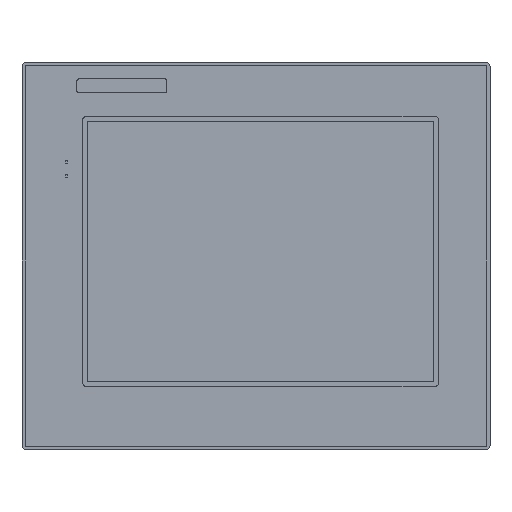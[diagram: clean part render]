
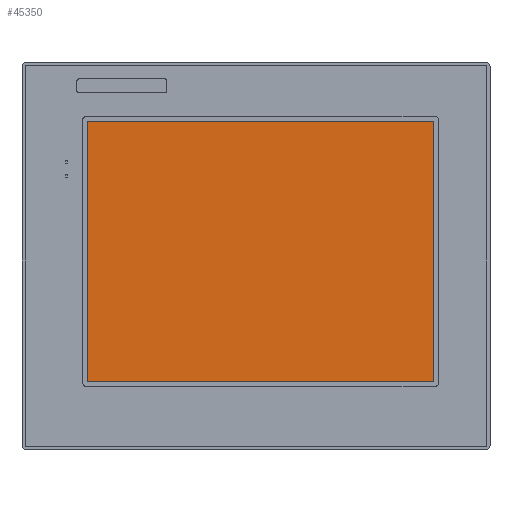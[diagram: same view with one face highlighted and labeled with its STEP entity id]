
A CAD part, top view. The second image highlights one B-rep face of the part: STEP entity #45350.
In plain terms, the highlighted planar face has unit normal (0, 0, 1).
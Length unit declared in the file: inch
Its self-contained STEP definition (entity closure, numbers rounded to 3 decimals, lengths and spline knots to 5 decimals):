
#160 = VERTEX_POINT ( 'NONE', #22852 ) ;
#2047 = EDGE_CURVE ( 'NONE', #14078, #60430, #74778, .T. ) ;
#4860 = CARTESIAN_POINT ( 'NONE',  ( 0., 0., 0.3488 ) ) ;
#7771 = DIRECTION ( 'NONE',  ( 0., 1., 0. ) ) ;
#11007 = EDGE_CURVE ( 'NONE', #60430, #160, #67154, .T. ) ;
#13347 = EDGE_CURVE ( 'NONE', #160, #74214, #17671, .T. ) ;
#14078 = VERTEX_POINT ( 'NONE', #67116 ) ;
#17671 = LINE ( 'NONE', #27791, #56464 ) ;
#18883 = ORIENTED_EDGE ( 'NONE', *, *, #90013, .T. ) ;
#20433 = DIRECTION ( 'NONE',  ( 0., 0., 1. ) ) ;
#22851 = DIRECTION ( 'NONE',  ( -1., 0., 0. ) ) ;
#22852 = CARTESIAN_POINT ( 'NONE',  ( -4.7895, -3.5698, 0.3488 ) ) ;
#22897 = LINE ( 'NONE', #69449, #100551 ) ;
#27791 = CARTESIAN_POINT ( 'NONE',  ( -4.7895, -3.5698, 0.3488 ) ) ;
#35624 = DIRECTION ( 'NONE',  ( 1., 0., 0. ) ) ;
#36331 = AXIS2_PLACEMENT_3D ( 'NONE', #4860, #20433, #74679 ) ;
#38614 = EDGE_LOOP ( 'NONE', ( #18883, #64663, #86178, #87026 ) ) ;
#41449 = CARTESIAN_POINT ( 'NONE',  ( -4.7895, 3.8302, 0.3488 ) ) ;
#45350 = ADVANCED_FACE ( 'NONE', ( #66584 ), #82161, .T. ) ;
#47208 = CARTESIAN_POINT ( 'NONE',  ( 5.053, -3.5698, 0.3488 ) ) ;
#56464 = VECTOR ( 'NONE', #35624, 39.37008 ) ;
#60430 = VERTEX_POINT ( 'NONE', #41449 ) ;
#61661 = CARTESIAN_POINT ( 'NONE',  ( -4.7895, 3.8302, 0.3488 ) ) ;
#64663 = ORIENTED_EDGE ( 'NONE', *, *, #2047, .T. ) ;
#66584 = FACE_OUTER_BOUND ( 'NONE', #38614, .T. ) ;
#67116 = CARTESIAN_POINT ( 'NONE',  ( 5.053, 3.8302, 0.3488 ) ) ;
#67154 = LINE ( 'NONE', #61661, #91272 ) ;
#69430 = DIRECTION ( 'NONE',  ( 0., -1., 0. ) ) ;
#69449 = CARTESIAN_POINT ( 'NONE',  ( 5.053, -3.5698, 0.3488 ) ) ;
#72347 = VECTOR ( 'NONE', #22851, 39.37008 ) ;
#74214 = VERTEX_POINT ( 'NONE', #47208 ) ;
#74679 = DIRECTION ( 'NONE',  ( 1., 0., 0. ) ) ;
#74778 = LINE ( 'NONE', #100171, #72347 ) ;
#82161 = PLANE ( 'NONE',  #36331 ) ;
#86178 = ORIENTED_EDGE ( 'NONE', *, *, #11007, .T. ) ;
#87026 = ORIENTED_EDGE ( 'NONE', *, *, #13347, .T. ) ;
#90013 = EDGE_CURVE ( 'NONE', #74214, #14078, #22897, .T. ) ;
#91272 = VECTOR ( 'NONE', #69430, 39.37008 ) ;
#100171 = CARTESIAN_POINT ( 'NONE',  ( 5.053, 3.8302, 0.3488 ) ) ;
#100551 = VECTOR ( 'NONE', #7771, 39.37008 ) ;
